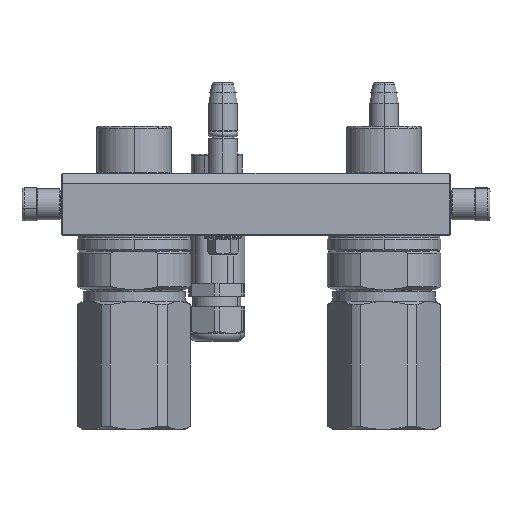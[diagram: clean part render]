
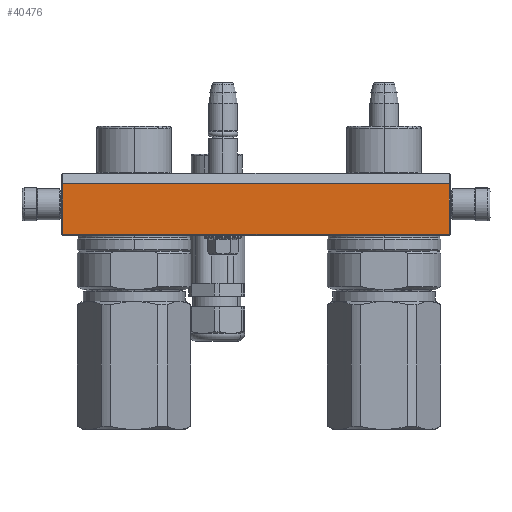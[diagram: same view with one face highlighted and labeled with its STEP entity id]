
A CAD part, left-side view. The second image highlights one B-rep face of the part: STEP entity #40476.
In plain terms, the highlighted face is planar.
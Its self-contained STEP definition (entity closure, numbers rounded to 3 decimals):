
#334 = CARTESIAN_POINT ( 'NONE',  ( 93.5, 5., -45. ) ) ;
#1888 = VERTEX_POINT ( 'NONE', #11572 ) ;
#6129 = ORIENTED_EDGE ( 'NONE', *, *, #62528, .T. ) ;
#8543 = CARTESIAN_POINT ( 'NONE',  ( -93.5, 5., -45. ) ) ;
#10114 = LINE ( 'NONE', #13801, #70380 ) ;
#10871 = CARTESIAN_POINT ( 'NONE',  ( 94., 0., -45. ) ) ;
#11106 = PLANE ( 'NONE',  #39496 ) ;
#11210 = ORIENTED_EDGE ( 'NONE', *, *, #55228, .T. ) ;
#11572 = CARTESIAN_POINT ( 'NONE',  ( -93.5, 29.5, -45. ) ) ;
#12634 = EDGE_LOOP ( 'NONE', ( #11210, #38309, #29821, #6129 ) ) ;
#13051 = VERTEX_POINT ( 'NONE', #39461 ) ;
#13801 = CARTESIAN_POINT ( 'NONE',  ( 93.5, 29.5, -45. ) ) ;
#17142 = VERTEX_POINT ( 'NONE', #70340 ) ;
#18442 = LINE ( 'NONE', #334, #23609 ) ;
#23039 = EDGE_CURVE ( 'NONE', #17142, #1888, #10114, .T. ) ;
#23609 = VECTOR ( 'NONE', #28516, 1000. ) ;
#28516 = DIRECTION ( 'NONE',  ( 0., 1., 0. ) ) ;
#29189 = VECTOR ( 'NONE', #36447, 1000. ) ;
#29821 = ORIENTED_EDGE ( 'NONE', *, *, #43114, .F. ) ;
#36106 = VERTEX_POINT ( 'NONE', #40914 ) ;
#36447 = DIRECTION ( 'NONE',  ( -1., 0., 0. ) ) ;
#38309 = ORIENTED_EDGE ( 'NONE', *, *, #23039, .F. ) ;
#39461 = CARTESIAN_POINT ( 'NONE',  ( 93.5, 5., -45. ) ) ;
#39496 = AXIS2_PLACEMENT_3D ( 'NONE', #10871, #48900, #49350 ) ;
#39520 = LINE ( 'NONE', #48725, #29189 ) ;
#40476 = ADVANCED_FACE ( 'NONE', ( #60459 ), #11106, .T. ) ;
#40914 = CARTESIAN_POINT ( 'NONE',  ( -93.5, 5., -45. ) ) ;
#42889 = DIRECTION ( 'NONE',  ( 0., 1., 0. ) ) ;
#43114 = EDGE_CURVE ( 'NONE', #13051, #17142, #18442, .T. ) ;
#48725 = CARTESIAN_POINT ( 'NONE',  ( 93.5, 5., -45. ) ) ;
#48900 = DIRECTION ( 'NONE',  ( 0., 0., -1. ) ) ;
#49350 = DIRECTION ( 'NONE',  ( -1., 0., 0. ) ) ;
#55228 = EDGE_CURVE ( 'NONE', #36106, #1888, #70705, .T. ) ;
#57622 = DIRECTION ( 'NONE',  ( -1., 0., 0. ) ) ;
#60459 = FACE_OUTER_BOUND ( 'NONE', #12634, .T. ) ;
#62528 = EDGE_CURVE ( 'NONE', #13051, #36106, #39520, .T. ) ;
#68988 = VECTOR ( 'NONE', #42889, 1000. ) ;
#70340 = CARTESIAN_POINT ( 'NONE',  ( 93.5, 29.5, -45. ) ) ;
#70380 = VECTOR ( 'NONE', #57622, 1000. ) ;
#70705 = LINE ( 'NONE', #8543, #68988 ) ;
